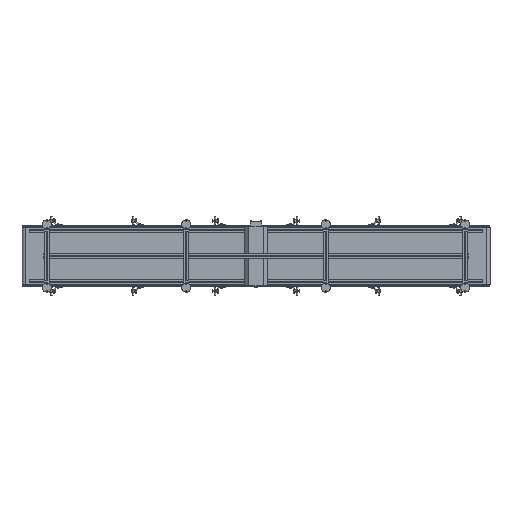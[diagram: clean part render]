
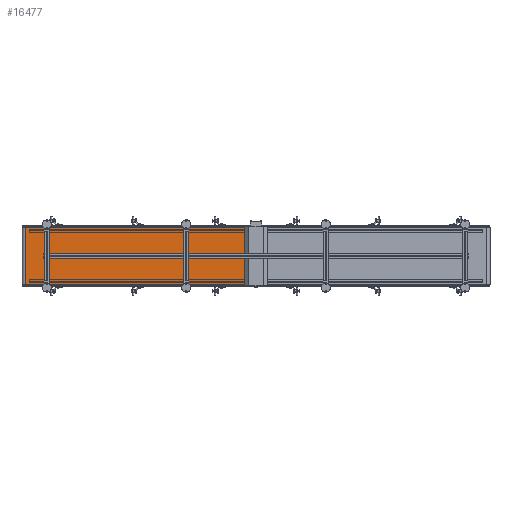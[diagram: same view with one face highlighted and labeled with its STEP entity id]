
A CAD part, front view. The second image highlights one B-rep face of the part: STEP entity #16477.
In plain terms, the highlighted planar face has unit normal (0, -1, 0).
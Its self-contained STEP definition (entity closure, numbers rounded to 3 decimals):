
#839=FACE_OUTER_BOUND('',#1789,.T.);
#1789=EDGE_LOOP('',(#11115,#11116,#11117,#11118));
#2955=LINE('',#23812,#4968);
#2967=LINE('',#23834,#4980);
#2968=LINE('',#23837,#4981);
#2969=LINE('',#23838,#4982);
#4968=VECTOR('',#19156,10.);
#4980=VECTOR('',#19178,10.);
#4981=VECTOR('',#19181,10.);
#4982=VECTOR('',#19182,10.);
#6932=VERTEX_POINT('',#23800);
#6937=VERTEX_POINT('',#23810);
#6942=VERTEX_POINT('',#23832);
#6943=VERTEX_POINT('',#23836);
#8560=EDGE_CURVE('',#6937,#6932,#2955,.T.);
#8572=EDGE_CURVE('',#6937,#6942,#2967,.T.);
#8573=EDGE_CURVE('',#6943,#6942,#2968,.T.);
#8574=EDGE_CURVE('',#6932,#6943,#2969,.T.);
#11115=ORIENTED_EDGE('',*,*,#8572,.T.);
#11116=ORIENTED_EDGE('',*,*,#8573,.F.);
#11117=ORIENTED_EDGE('',*,*,#8574,.F.);
#11118=ORIENTED_EDGE('',*,*,#8560,.F.);
#15627=PLANE('',#17655);
#16477=ADVANCED_FACE('',(#839),#15627,.T.);
#17655=AXIS2_PLACEMENT_3D('',#23835,#19179,#19180);
#19156=DIRECTION('',(-1.,0.,0.));
#19178=DIRECTION('',(0.,0.,1.));
#19179=DIRECTION('center_axis',(0.,-1.,0.));
#19180=DIRECTION('ref_axis',(1.,0.,0.));
#19181=DIRECTION('',(1.,0.,0.));
#19182=DIRECTION('',(0.,0.,1.));
#23800=CARTESIAN_POINT('',(0.,-27.45,-245.));
#23810=CARTESIAN_POINT('',(1975.,-27.45,-245.));
#23812=CARTESIAN_POINT('',(0.,-27.45,-245.));
#23832=CARTESIAN_POINT('',(1975.,-27.45,245.));
#23834=CARTESIAN_POINT('',(1975.,-27.45,0.));
#23835=CARTESIAN_POINT('Origin',(0.,-27.45,0.));
#23836=CARTESIAN_POINT('',(0.,-27.45,245.));
#23837=CARTESIAN_POINT('',(0.,-27.45,245.));
#23838=CARTESIAN_POINT('',(0.,-27.45,0.));
